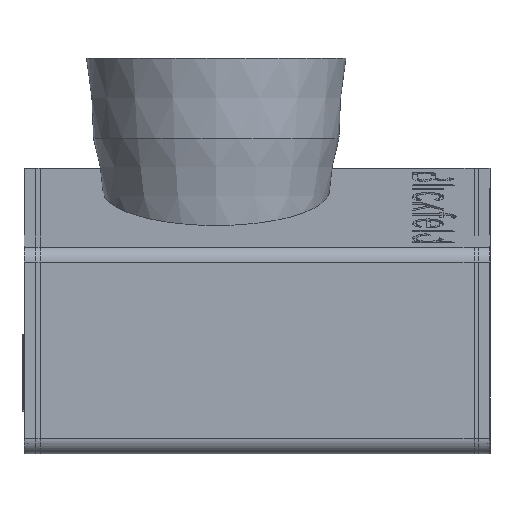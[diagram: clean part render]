
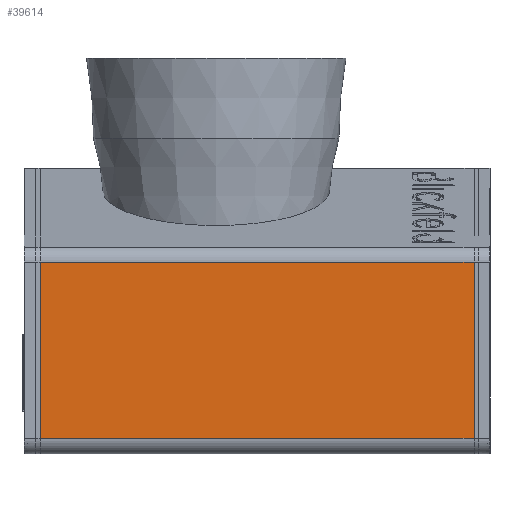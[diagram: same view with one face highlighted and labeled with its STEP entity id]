
A CAD part, front view. The second image highlights one B-rep face of the part: STEP entity #39614.
In plain terms, the highlighted planar face has unit normal (0, -1, 0).
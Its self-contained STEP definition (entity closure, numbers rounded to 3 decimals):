
#2660=FACE_OUTER_BOUND('',#4759,.T.);
#4759=EDGE_LOOP('',(#30668,#30669,#30670,#30671));
#9156=LINE('',#65839,#13086);
#9157=LINE('',#65842,#13087);
#9158=LINE('',#65844,#13088);
#9159=LINE('',#65845,#13089);
#13086=VECTOR('',#49498,10.);
#13087=VECTOR('',#49501,10.);
#13088=VECTOR('',#49502,10.);
#13089=VECTOR('',#49503,10.);
#16942=VERTEX_POINT('',#65835);
#16943=VERTEX_POINT('',#65837);
#16944=VERTEX_POINT('',#65841);
#16945=VERTEX_POINT('',#65843);
#21790=EDGE_CURVE('',#16942,#16943,#9156,.T.);
#21791=EDGE_CURVE('',#16942,#16944,#9157,.T.);
#21792=EDGE_CURVE('',#16945,#16943,#9158,.T.);
#21793=EDGE_CURVE('',#16944,#16945,#9159,.T.);
#30668=ORIENTED_EDGE('',*,*,#21791,.F.);
#30669=ORIENTED_EDGE('',*,*,#21790,.T.);
#30670=ORIENTED_EDGE('',*,*,#21792,.F.);
#30671=ORIENTED_EDGE('',*,*,#21793,.F.);
#36349=PLANE('',#42306);
#39614=ADVANCED_FACE('',(#2660),#36349,.T.);
#42306=AXIS2_PLACEMENT_3D('',#65840,#49499,#49500);
#49498=DIRECTION('',(-1.,0.,0.));
#49499=DIRECTION('center_axis',(0.,-1.,0.));
#49500=DIRECTION('ref_axis',(0.,0.,
1.));
#49501=DIRECTION('',(0.,0.,-1.));
#49502=DIRECTION('',(0.,0.,1.));
#49503=DIRECTION('',(-1.,0.,0.));
#65835=CARTESIAN_POINT('',(-2.8,-59.993,33.596));
#65837=CARTESIAN_POINT('',(-78.8,-59.993,33.596));
#65839=CARTESIAN_POINT('',(-2.8,-59.993,33.596));
#65840=CARTESIAN_POINT('Origin',(-2.8,-59.993,2.75));
#65841=CARTESIAN_POINT('',(-2.8,-59.993,2.75));
#65842=CARTESIAN_POINT('',(-2.8,-59.993,13.875));
#65843=CARTESIAN_POINT('',(-78.8,-59.993,2.75));
#65844=CARTESIAN_POINT('',(-78.8,-59.993,13.875));
#65845=CARTESIAN_POINT('',(-2.8,-59.993,2.75));
